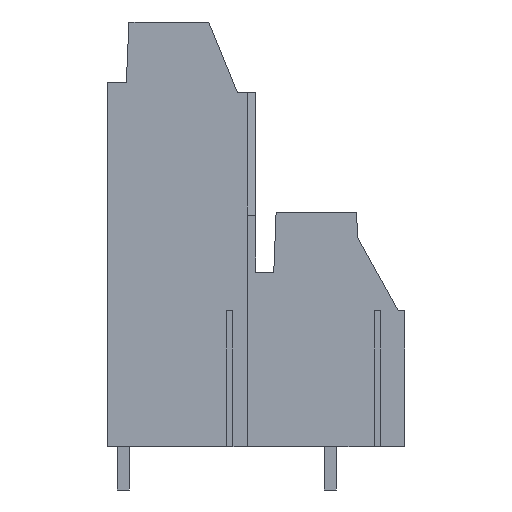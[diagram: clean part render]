
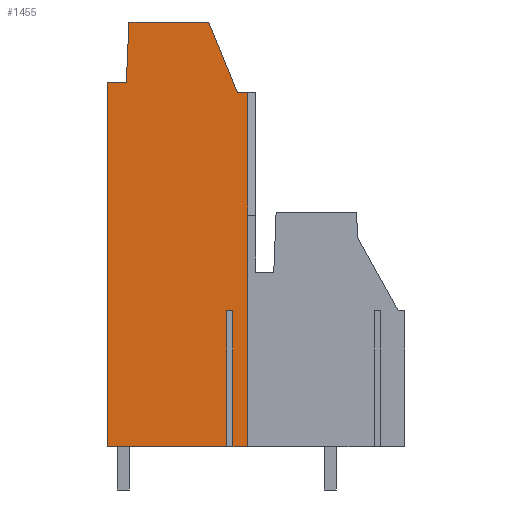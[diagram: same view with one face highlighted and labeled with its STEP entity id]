
A CAD part, left-side view. The second image highlights one B-rep face of the part: STEP entity #1455.
In plain terms, the highlighted planar face has unit normal (-1, 0, 0).
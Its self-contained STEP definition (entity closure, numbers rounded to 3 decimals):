
#1389=AXIS2_PLACEMENT_3D('Plane Axis2P3D',#1386,#1387,#1388) ;
#589=CARTESIAN_POINT('Line Origine',(0.,12.12,3.2)) ;
#593=CARTESIAN_POINT('Vertex',(0.,11.574,3.2)) ;
#595=CARTESIAN_POINT('Vertex',(0.,12.665,3.2)) ;
#644=CARTESIAN_POINT('Vertex',(0.,13.115,3.2)) ;
#647=CARTESIAN_POINT('Line Origine',(0.,17.528,3.2)) ;
#651=CARTESIAN_POINT('Vertex',(0.,21.94,3.2)) ;
#1160=CARTESIAN_POINT('Vertex',(0.,11.574,29.26)) ;
#1163=CARTESIAN_POINT('Line Origine',(0.,11.574,16.23)) ;
#1369=CARTESIAN_POINT('Vertex',(0.,12.337,29.26)) ;
#1372=CARTESIAN_POINT('Line Origine',(0.,11.956,29.26)) ;
#1386=CARTESIAN_POINT('Axis2P3D Location',(0.,11.,17.2)) ;
#1392=CARTESIAN_POINT('Control Point',(0.,20.328,34.47)) ;
#1393=CARTESIAN_POINT('Control Point',(0.,20.521,30.05)) ;
#1394=CARTESIAN_POINT('Vertex',(0.,20.328,34.47)) ;
#1396=CARTESIAN_POINT('Vertex',(0.,20.521,30.05)) ;
#1399=CARTESIAN_POINT('Line Origine',(0.,16.853,30.05)) ;
#1403=CARTESIAN_POINT('Vertex',(0.,21.94,30.05)) ;
#1406=CARTESIAN_POINT('Line Origine',(0.,21.94,34.47)) ;
#1411=CARTESIAN_POINT('Line Origine',(0.,13.115,34.47)) ;
#1415=CARTESIAN_POINT('Vertex',(0.,13.115,13.2)) ;
#1418=CARTESIAN_POINT('Line Origine',(0.,16.853,13.2)) ;
#1422=CARTESIAN_POINT('Vertex',(0.,12.665,13.2)) ;
#1425=CARTESIAN_POINT('Line Origine',(0.,12.665,34.47)) ;
#1431=CARTESIAN_POINT('Control Point',(0.,12.337,29.26)) ;
#1432=CARTESIAN_POINT('Control Point',(0.,14.449,34.47)) ;
#1433=CARTESIAN_POINT('Vertex',(0.,14.449,34.47)) ;
#1436=CARTESIAN_POINT('Line Origine',(0.,16.853,34.47)) ;
#590=DIRECTION('Vector Direction',(0.,1.,0.)) ;
#648=DIRECTION('Vector Direction',(0.,1.,0.)) ;
#1164=DIRECTION('Vector Direction',(0.,0.,-1.)) ;
#1373=DIRECTION('Vector Direction',(0.,1.,0.)) ;
#1387=DIRECTION('Axis2P3D Direction',(1.,0.,0.)) ;
#1388=DIRECTION('Axis2P3D XDirection',(0.,1.,0.)) ;
#1400=DIRECTION('Vector Direction',(0.,1.,0.)) ;
#1407=DIRECTION('Vector Direction',(0.,0.,1.)) ;
#1412=DIRECTION('Vector Direction',(0.,0.,1.)) ;
#1419=DIRECTION('Vector Direction',(0.,1.,0.)) ;
#1426=DIRECTION('Vector Direction',(0.,0.,1.)) ;
#1437=DIRECTION('Vector Direction',(0.,1.,0.)) ;
#591=VECTOR('Line Direction',#590,1.) ;
#649=VECTOR('Line Direction',#648,1.) ;
#1165=VECTOR('Line Direction',#1164,1.) ;
#1374=VECTOR('Line Direction',#1373,1.) ;
#1401=VECTOR('Line Direction',#1400,1.) ;
#1408=VECTOR('Line Direction',#1407,1.) ;
#1413=VECTOR('Line Direction',#1412,1.) ;
#1420=VECTOR('Line Direction',#1419,1.) ;
#1427=VECTOR('Line Direction',#1426,1.) ;
#1438=VECTOR('Line Direction',#1437,1.) ;
#1442=ORIENTED_EDGE('',*,*,#1398,.T.) ;
#1443=ORIENTED_EDGE('',*,*,#1405,.T.) ;
#1444=ORIENTED_EDGE('',*,*,#1410,.T.) ;
#1445=ORIENTED_EDGE('',*,*,#653,.F.) ;
#1446=ORIENTED_EDGE('',*,*,#1417,.T.) ;
#1447=ORIENTED_EDGE('',*,*,#1424,.T.) ;
#1448=ORIENTED_EDGE('',*,*,#1429,.F.) ;
#1449=ORIENTED_EDGE('',*,*,#597,.F.) ;
#1450=ORIENTED_EDGE('',*,*,#1167,.F.) ;
#1451=ORIENTED_EDGE('',*,*,#1376,.T.) ;
#1452=ORIENTED_EDGE('',*,*,#1435,.T.) ;
#1453=ORIENTED_EDGE('',*,*,#1440,.T.) ;
#1455=ADVANCED_FACE('housing',(#1454),#1390,.F.) ;
#1391=B_SPLINE_CURVE_WITH_KNOTS('',1,(#1392,#1393),.UNSPECIFIED.,.F.,.U.,(2,2),(-2.212,2.212),.UNSPECIFIED.) ;
#1430=B_SPLINE_CURVE_WITH_KNOTS('',1,(#1431,#1432),.UNSPECIFIED.,.F.,.U.,(2,2),(-2.811,2.811),.UNSPECIFIED.) ;
#597=EDGE_CURVE('',#594,#596,#592,.T.) ;
#653=EDGE_CURVE('',#645,#652,#650,.T.) ;
#1167=EDGE_CURVE('',#1161,#594,#1166,.T.) ;
#1376=EDGE_CURVE('',#1161,#1370,#1375,.T.) ;
#1398=EDGE_CURVE('',#1395,#1397,#1391,.T.) ;
#1405=EDGE_CURVE('',#1397,#1404,#1402,.T.) ;
#1410=EDGE_CURVE('',#1404,#652,#1409,.F.) ;
#1417=EDGE_CURVE('',#645,#1416,#1414,.T.) ;
#1424=EDGE_CURVE('',#1416,#1423,#1421,.F.) ;
#1429=EDGE_CURVE('',#596,#1423,#1428,.T.) ;
#1435=EDGE_CURVE('',#1370,#1434,#1430,.T.) ;
#1440=EDGE_CURVE('',#1434,#1395,#1439,.T.) ;
#1441=EDGE_LOOP('',(#1442,#1443,#1444,#1445,#1446,#1447,#1448,#1449,#1450,#1451,#1452,#1453)) ;
#1454=FACE_OUTER_BOUND('',#1441,.T.) ;
#592=LINE('Line',#589,#591) ;
#650=LINE('Line',#647,#649) ;
#1166=LINE('Line',#1163,#1165) ;
#1375=LINE('Line',#1372,#1374) ;
#1402=LINE('Line',#1399,#1401) ;
#1409=LINE('Line',#1406,#1408) ;
#1414=LINE('Line',#1411,#1413) ;
#1421=LINE('Line',#1418,#1420) ;
#1428=LINE('Line',#1425,#1427) ;
#1439=LINE('Line',#1436,#1438) ;
#1390=PLANE('',#1389) ;
#594=VERTEX_POINT('',#593) ;
#596=VERTEX_POINT('',#595) ;
#645=VERTEX_POINT('',#644) ;
#652=VERTEX_POINT('',#651) ;
#1161=VERTEX_POINT('',#1160) ;
#1370=VERTEX_POINT('',#1369) ;
#1395=VERTEX_POINT('',#1394) ;
#1397=VERTEX_POINT('',#1396) ;
#1404=VERTEX_POINT('',#1403) ;
#1416=VERTEX_POINT('',#1415) ;
#1423=VERTEX_POINT('',#1422) ;
#1434=VERTEX_POINT('',#1433) ;
